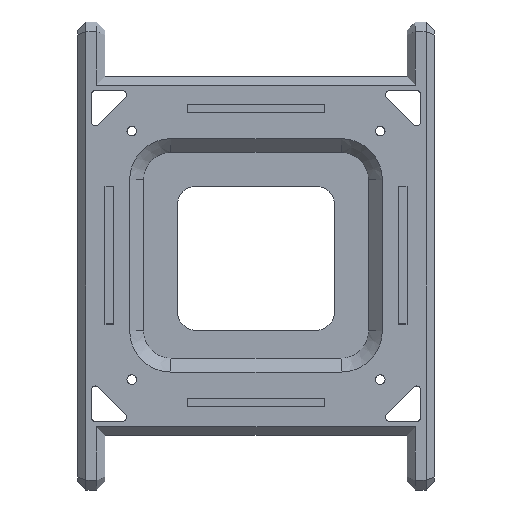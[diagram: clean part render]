
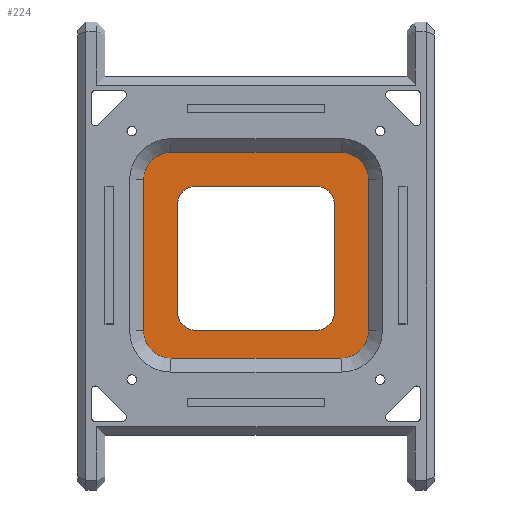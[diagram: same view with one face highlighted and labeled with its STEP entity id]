
A CAD part, top view. The second image highlights one B-rep face of the part: STEP entity #224.
In plain terms, the highlighted planar face has unit normal (0, 0, 1).
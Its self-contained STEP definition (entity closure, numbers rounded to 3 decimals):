
#86=AXIS2_PLACEMENT_3D('Circle Axis2P3D',#84,#85,$) ;
#106=AXIS2_PLACEMENT_3D('Plane Axis2P3D',#103,#104,#105) ;
#110=AXIS2_PLACEMENT_3D('Circle Axis2P3D',#108,#109,$) ;
#126=AXIS2_PLACEMENT_3D('Circle Axis2P3D',#124,#125,$) ;
#140=AXIS2_PLACEMENT_3D('Circle Axis2P3D',#138,#139,$) ;
#154=AXIS2_PLACEMENT_3D('Circle Axis2P3D',#152,#153,$) ;
#176=AXIS2_PLACEMENT_3D('Circle Axis2P3D',#174,#175,$) ;
#190=AXIS2_PLACEMENT_3D('Circle Axis2P3D',#188,#189,$) ;
#204=AXIS2_PLACEMENT_3D('Circle Axis2P3D',#202,#203,$) ;
#50=CARTESIAN_POINT('Vertex',(28.7,-0.331,5.)) ;
#53=CARTESIAN_POINT('Line Origine',(28.7,18.919,5.)) ;
#57=CARTESIAN_POINT('Vertex',(28.7,38.169,5.)) ;
#84=CARTESIAN_POINT('Axis2P3D Location',(21.7,38.169,5.)) ;
#88=CARTESIAN_POINT('Vertex',(21.7,45.169,5.)) ;
#103=CARTESIAN_POINT('Axis2P3D Location',(0.,0.,5.)) ;
#108=CARTESIAN_POINT('Axis2P3D Location',(31.,47.5,5.)) ;
#112=CARTESIAN_POINT('Vertex',(41.,47.5,5.)) ;
#114=CARTESIAN_POINT('Vertex',(31.,57.5,5.)) ;
#117=CARTESIAN_POINT('Line Origine',(0.,57.5,5.)) ;
#121=CARTESIAN_POINT('Vertex',(-31.,57.5,5.)) ;
#124=CARTESIAN_POINT('Axis2P3D Location',(-31.,47.5,5.)) ;
#128=CARTESIAN_POINT('Vertex',(-41.,47.5,5.)) ;
#131=CARTESIAN_POINT('Line Origine',(-41.,20.,5.)) ;
#135=CARTESIAN_POINT('Vertex',(-41.,-7.5,5.)) ;
#138=CARTESIAN_POINT('Axis2P3D Location',(-31.,-7.5,5.)) ;
#142=CARTESIAN_POINT('Vertex',(-31.,-17.5,5.)) ;
#145=CARTESIAN_POINT('Line Origine',(0.,-17.5,5.)) ;
#149=CARTESIAN_POINT('Vertex',(31.,-17.5,5.)) ;
#152=CARTESIAN_POINT('Axis2P3D Location',(31.,-7.5,5.)) ;
#156=CARTESIAN_POINT('Vertex',(41.,-7.5,5.)) ;
#159=CARTESIAN_POINT('Line Origine',(41.,20.,5.)) ;
#174=CARTESIAN_POINT('Axis2P3D Location',(21.7,-0.331,5.)) ;
#178=CARTESIAN_POINT('Vertex',(21.7,-7.331,5.)) ;
#181=CARTESIAN_POINT('Line Origine',(0.,-7.331,5.)) ;
#185=CARTESIAN_POINT('Vertex',(-21.7,-7.331,5.)) ;
#188=CARTESIAN_POINT('Axis2P3D Location',(-21.7,-0.331,5.)) ;
#192=CARTESIAN_POINT('Vertex',(-28.7,-0.331,5.)) ;
#195=CARTESIAN_POINT('Line Origine',(-28.7,18.919,5.)) ;
#199=CARTESIAN_POINT('Vertex',(-28.7,38.169,5.)) ;
#202=CARTESIAN_POINT('Axis2P3D Location',(-21.7,38.169,5.)) ;
#206=CARTESIAN_POINT('Vertex',(-21.7,45.169,5.)) ;
#209=CARTESIAN_POINT('Line Origine',(0.,45.169,5.)) ;
#54=DIRECTION('Vector Direction',(0.,-1.,0.)) ;
#85=DIRECTION('Axis2P3D Direction',(0.,0.,1.)) ;
#104=DIRECTION('Axis2P3D Direction',(0.,0.,1.)) ;
#105=DIRECTION('Axis2P3D XDirection',(1.,0.,0.)) ;
#109=DIRECTION('Axis2P3D Direction',(0.,0.,1.)) ;
#118=DIRECTION('Vector Direction',(1.,0.,0.)) ;
#125=DIRECTION('Axis2P3D Direction',(0.,0.,1.)) ;
#132=DIRECTION('Vector Direction',(0.,1.,0.)) ;
#139=DIRECTION('Axis2P3D Direction',(0.,0.,1.)) ;
#146=DIRECTION('Vector Direction',(-1.,0.,0.)) ;
#153=DIRECTION('Axis2P3D Direction',(0.,0.,1.)) ;
#160=DIRECTION('Vector Direction',(0.,-1.,0.)) ;
#175=DIRECTION('Axis2P3D Direction',(0.,0.,1.)) ;
#182=DIRECTION('Vector Direction',(-1.,0.,0.)) ;
#189=DIRECTION('Axis2P3D Direction',(0.,0.,1.)) ;
#196=DIRECTION('Vector Direction',(0.,1.,0.)) ;
#203=DIRECTION('Axis2P3D Direction',(0.,0.,1.)) ;
#210=DIRECTION('Vector Direction',(1.,0.,0.)) ;
#55=VECTOR('Line Direction',#54,1.) ;
#119=VECTOR('Line Direction',#118,1.) ;
#133=VECTOR('Line Direction',#132,1.) ;
#147=VECTOR('Line Direction',#146,1.) ;
#161=VECTOR('Line Direction',#160,1.) ;
#183=VECTOR('Line Direction',#182,1.) ;
#197=VECTOR('Line Direction',#196,1.) ;
#211=VECTOR('Line Direction',#210,1.) ;
#165=ORIENTED_EDGE('',*,*,#116,.T.) ;
#166=ORIENTED_EDGE('',*,*,#123,.T.) ;
#167=ORIENTED_EDGE('',*,*,#130,.T.) ;
#168=ORIENTED_EDGE('',*,*,#137,.T.) ;
#169=ORIENTED_EDGE('',*,*,#144,.T.) ;
#170=ORIENTED_EDGE('',*,*,#151,.T.) ;
#171=ORIENTED_EDGE('',*,*,#158,.T.) ;
#172=ORIENTED_EDGE('',*,*,#163,.T.) ;
#215=ORIENTED_EDGE('',*,*,#180,.F.) ;
#216=ORIENTED_EDGE('',*,*,#187,.F.) ;
#217=ORIENTED_EDGE('',*,*,#194,.F.) ;
#218=ORIENTED_EDGE('',*,*,#201,.F.) ;
#219=ORIENTED_EDGE('',*,*,#208,.F.) ;
#220=ORIENTED_EDGE('',*,*,#213,.F.) ;
#221=ORIENTED_EDGE('',*,*,#90,.F.) ;
#222=ORIENTED_EDGE('',*,*,#59,.F.) ;
#223=FACE_BOUND('',#214,.T.) ;
#224=ADVANCED_FACE('SUPORTE',(#173,#223),#107,.T.) ;
#87=CIRCLE('generated circle',#86,7.) ;
#111=CIRCLE('generated circle',#110,10.) ;
#127=CIRCLE('generated circle',#126,10.) ;
#141=CIRCLE('generated circle',#140,10.) ;
#155=CIRCLE('generated circle',#154,10.) ;
#177=CIRCLE('generated circle',#176,7.) ;
#191=CIRCLE('generated circle',#190,7.) ;
#205=CIRCLE('generated circle',#204,7.) ;
#59=EDGE_CURVE('',#51,#58,#56,.F.) ;
#90=EDGE_CURVE('',#58,#89,#87,.T.) ;
#116=EDGE_CURVE('',#113,#115,#111,.T.) ;
#123=EDGE_CURVE('',#115,#122,#120,.F.) ;
#130=EDGE_CURVE('',#122,#129,#127,.T.) ;
#137=EDGE_CURVE('',#129,#136,#134,.F.) ;
#144=EDGE_CURVE('',#136,#143,#141,.T.) ;
#151=EDGE_CURVE('',#143,#150,#148,.F.) ;
#158=EDGE_CURVE('',#150,#157,#155,.T.) ;
#163=EDGE_CURVE('',#157,#113,#162,.F.) ;
#180=EDGE_CURVE('',#179,#51,#177,.T.) ;
#187=EDGE_CURVE('',#186,#179,#184,.F.) ;
#194=EDGE_CURVE('',#193,#186,#191,.T.) ;
#201=EDGE_CURVE('',#200,#193,#198,.F.) ;
#208=EDGE_CURVE('',#207,#200,#205,.T.) ;
#213=EDGE_CURVE('',#89,#207,#212,.F.) ;
#164=EDGE_LOOP('',(#165,#166,#167,#168,#169,#170,#171,#172)) ;
#214=EDGE_LOOP('',(#215,#216,#217,#218,#219,#220,#221,#222)) ;
#173=FACE_OUTER_BOUND('',#164,.T.) ;
#56=LINE('Line',#53,#55) ;
#120=LINE('Line',#117,#119) ;
#134=LINE('Line',#131,#133) ;
#148=LINE('Line',#145,#147) ;
#162=LINE('Line',#159,#161) ;
#184=LINE('Line',#181,#183) ;
#198=LINE('Line',#195,#197) ;
#212=LINE('Line',#209,#211) ;
#107=PLANE('',#106) ;
#51=VERTEX_POINT('',#50) ;
#58=VERTEX_POINT('',#57) ;
#89=VERTEX_POINT('',#88) ;
#113=VERTEX_POINT('',#112) ;
#115=VERTEX_POINT('',#114) ;
#122=VERTEX_POINT('',#121) ;
#129=VERTEX_POINT('',#128) ;
#136=VERTEX_POINT('',#135) ;
#143=VERTEX_POINT('',#142) ;
#150=VERTEX_POINT('',#149) ;
#157=VERTEX_POINT('',#156) ;
#179=VERTEX_POINT('',#178) ;
#186=VERTEX_POINT('',#185) ;
#193=VERTEX_POINT('',#192) ;
#200=VERTEX_POINT('',#199) ;
#207=VERTEX_POINT('',#206) ;
